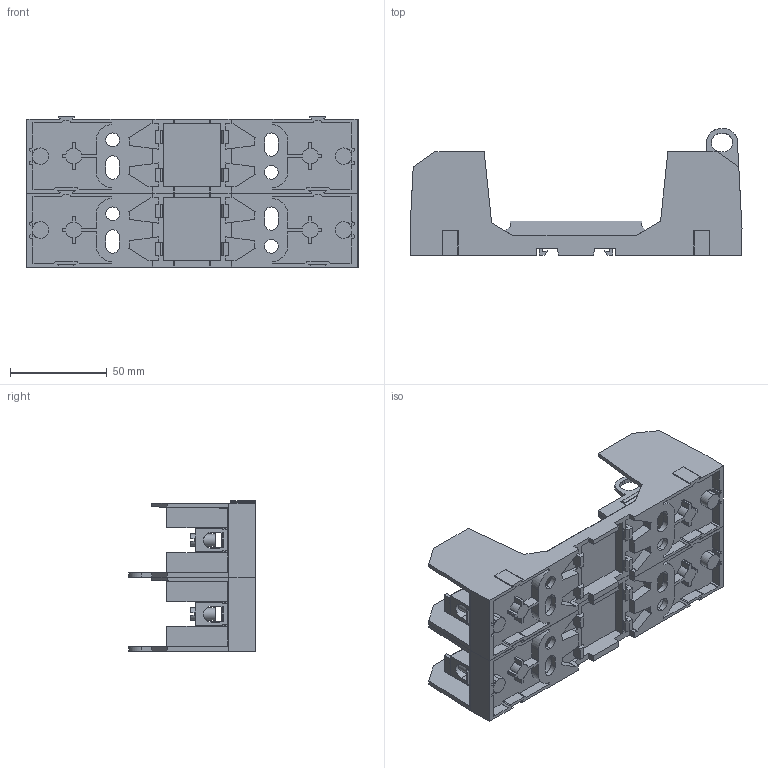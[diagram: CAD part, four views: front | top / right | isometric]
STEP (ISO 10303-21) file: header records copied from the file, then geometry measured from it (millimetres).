
FILE_DESCRIPTION (( 'STEP AP203' ), '1' );
FILE_NAME ('RM60060-2CR.STEP', '2023-05-22T17:36:17', ( '' ), ( '' ), 'SwSTEP 2.0', 'SolidWorks 2021', '' );
FILE_SCHEMA (( 'CONFIG_CONTROL_DESIGN' ));
Length unit declared in the file: inch
Products named in the file (1): RM60060-2CR
Bounding box: 171.57 x 65.5 x 77.81 mm (x, y, z)
Volume: 168448.8 mm3; surface area: 99340 mm2
Topology: 14 solids, 14 shells, 1594 faces, 4690 edges, 3116 vertices
Faces by surface type: plane 934, cylinder 438, bspline 222
Entity records: 55157 total; most frequent: CARTESIAN_POINT 14051, ORIENTED_EDGE 9380, DIRECTION 7684, EDGE_CURVE 4690, VECTOR 3226, LINE 3226, VERTEX_POINT 3116, AXIS2_PLACEMENT_3D 2229
